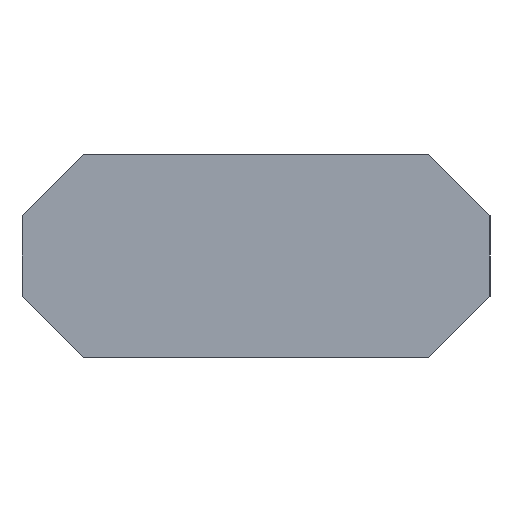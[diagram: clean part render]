
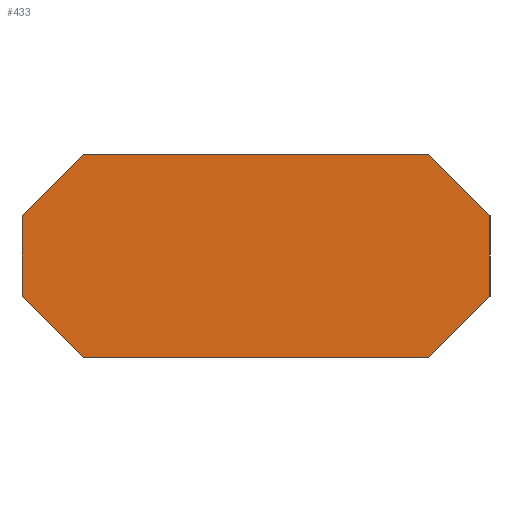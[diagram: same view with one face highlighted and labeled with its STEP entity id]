
A CAD part, front view. The second image highlights one B-rep face of the part: STEP entity #433.
In plain terms, the highlighted planar face has unit normal (0, -1, 0).
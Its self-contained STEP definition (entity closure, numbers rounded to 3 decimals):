
#26=PLANE('',#474);
#55=FACE_OUTER_BOUND('',#76,.T.);
#76=EDGE_LOOP('',(#404,#405,#406,#407,#408,#409,#410,#411));
#118=LINE('',#2727,#149);
#122=LINE('',#2734,#153);
#125=LINE('',#2886,#156);
#128=LINE('',#2892,#159);
#131=LINE('',#2896,#162);
#132=LINE('',#2899,#163);
#136=LINE('',#2907,#167);
#139=LINE('',#2911,#170);
#149=VECTOR('',#522,10.);
#153=VECTOR('',#528,10.);
#156=VECTOR('',#533,10.);
#159=VECTOR('',#538,10.);
#162=VECTOR('',#543,10.);
#163=VECTOR('',#546,10.);
#167=VECTOR('',#552,10.);
#170=VECTOR('',#557,10.);
#203=VERTEX_POINT('',#2724);
#204=VERTEX_POINT('',#2726);
#206=VERTEX_POINT('',#2732);
#209=VERTEX_POINT('',#2883);
#210=VERTEX_POINT('',#2885);
#212=VERTEX_POINT('',#2891);
#213=VERTEX_POINT('',#2898);
#216=VERTEX_POINT('',#2906);
#259=EDGE_CURVE('',#204,#203,#118,.T.);
#263=EDGE_CURVE('',#203,#206,#122,.T.);
#267=EDGE_CURVE('',#210,#209,#125,.T.);
#270=EDGE_CURVE('',#212,#210,#128,.T.);
#273=EDGE_CURVE('',#206,#212,#131,.T.);
#274=EDGE_CURVE('',#213,#204,#132,.T.);
#278=EDGE_CURVE('',#216,#213,#136,.T.);
#281=EDGE_CURVE('',#209,#216,#139,.T.);
#404=ORIENTED_EDGE('',*,*,#281,.T.);
#405=ORIENTED_EDGE('',*,*,#278,.T.);
#406=ORIENTED_EDGE('',*,*,#274,.T.);
#407=ORIENTED_EDGE('',*,*,#259,.T.);
#408=ORIENTED_EDGE('',*,*,#263,.T.);
#409=ORIENTED_EDGE('',*,*,#273,.T.);
#410=ORIENTED_EDGE('',*,*,#270,.T.);
#411=ORIENTED_EDGE('',*,*,#267,.T.);
#433=ADVANCED_FACE('',(#55),#26,.T.);
#474=AXIS2_PLACEMENT_3D('',#2913,#560,#561);
#522=DIRECTION('',(1.,0.,0.));
#528=DIRECTION('',(0.707,0.,0.707));
#533=DIRECTION('',(-1.,0.,0.));
#538=DIRECTION('',(-0.707,0.,0.707));
#543=DIRECTION('',(0.,0.,1.));
#546=DIRECTION('',(0.707,0.,-0.707));
#552=DIRECTION('',(0.,0.,-1.));
#557=DIRECTION('',(-0.707,0.,-0.707));
#560=DIRECTION('center_axis',(0.,-1.,0.));
#561=DIRECTION('ref_axis',(0.,0.,-1.));
#2724=CARTESIAN_POINT('',(22.329,53.825,-39.625));
#2726=CARTESIAN_POINT('',(16.025,53.825,-39.625));
#2727=CARTESIAN_POINT('',(22.329,53.825,-39.625));
#2732=CARTESIAN_POINT('',(23.452,53.825,-38.503));
#2734=CARTESIAN_POINT('',(22.329,53.825,-39.625));
#2883=CARTESIAN_POINT('',(16.025,53.825,-35.917));
#2885=CARTESIAN_POINT('',(22.329,53.825,-35.917));
#2886=CARTESIAN_POINT('',(16.025,53.825,-35.917));
#2891=CARTESIAN_POINT('',(23.452,53.825,-37.04));
#2892=CARTESIAN_POINT('',(23.452,53.825,-37.04));
#2896=CARTESIAN_POINT('',(23.452,53.825,-38.503));
#2898=CARTESIAN_POINT('',(14.902,53.825,-38.503));
#2899=CARTESIAN_POINT('',(14.902,53.825,-38.503));
#2906=CARTESIAN_POINT('',(14.902,53.825,-37.04));
#2907=CARTESIAN_POINT('',(14.902,53.825,-37.04));
#2911=CARTESIAN_POINT('',(14.902,53.825,-37.04));
#2913=CARTESIAN_POINT('Origin',(19.177,53.825,-37.771));
